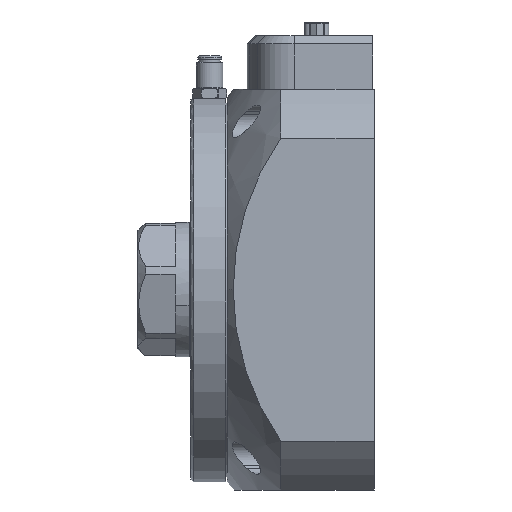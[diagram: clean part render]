
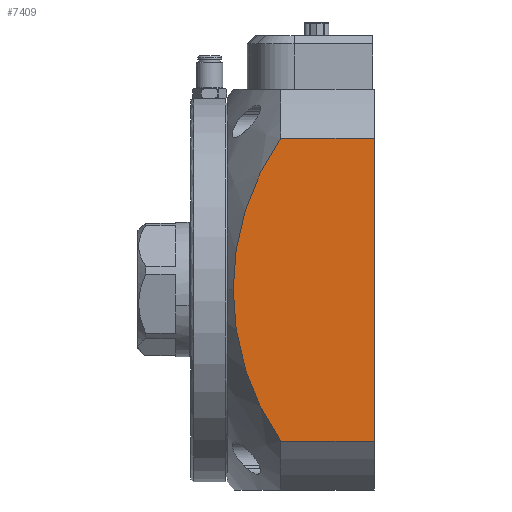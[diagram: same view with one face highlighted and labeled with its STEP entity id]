
A CAD part, left-side view. The second image highlights one B-rep face of the part: STEP entity #7409.
In plain terms, the highlighted planar face has unit normal (-1, 0, 0).
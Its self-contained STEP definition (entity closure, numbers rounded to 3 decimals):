
#4674 = DIRECTION ( 'NONE',  ( 0., -1., 0. ) ) ;
#5217 = EDGE_CURVE ( 'NONE', #39810, #39012, #21984, .T. ) ;
#5532 = LINE ( 'NONE', #42621, #19681 ) ;
#6689 = ORIENTED_EDGE ( 'NONE', *, *, #5217, .F. ) ;
#7409 = ADVANCED_FACE ( 'NONE', ( #47769 ), #12817, .T. ) ;
#7887 = EDGE_CURVE ( 'NONE', #31558, #10563, #42300, .T. ) ;
#9221 = AXIS2_PLACEMENT_3D ( 'NONE', #31202, #35657, #43524 ) ;
#9856 = CARTESIAN_POINT ( 'NONE',  ( -75., 35., 56.666 ) ) ;
#10060 = CIRCLE ( 'NONE', #33855, 99.099 ) ;
#10563 = VERTEX_POINT ( 'NONE', #9856 ) ;
#12817 = PLANE ( 'NONE',  #13517 ) ;
#13517 = AXIS2_PLACEMENT_3D ( 'NONE', #17313, #51655, #25961 ) ;
#17313 = CARTESIAN_POINT ( 'NONE',  ( -75., 0., -75. ) ) ;
#17821 = CARTESIAN_POINT ( 'NONE',  ( -75., -46.3, 0. ) ) ;
#17923 = EDGE_LOOP ( 'NONE', ( #6689, #54230, #39806, #46633, #45807 ) ) ;
#19681 = VECTOR ( 'NONE', #4674, 1000. ) ;
#20961 = EDGE_CURVE ( 'NONE', #49324, #31558, #10060, .T. ) ;
#21984 = LINE ( 'NONE', #39821, #22660 ) ;
#22660 = VECTOR ( 'NONE', #44656, 1000. ) ;
#23017 = VECTOR ( 'NONE', #31370, 1000. ) ;
#25516 = DIRECTION ( 'NONE',  ( 1., 0., 0. ) ) ;
#25961 = DIRECTION ( 'NONE',  ( 0., 0., 1. ) ) ;
#27011 = CARTESIAN_POINT ( 'NONE',  ( -75., 0., -56.666 ) ) ;
#27999 = CARTESIAN_POINT ( 'NONE',  ( -75., 0., 56.666 ) ) ;
#28141 = CARTESIAN_POINT ( 'NONE',  ( -75., 0., -56.666 ) ) ;
#31202 = CARTESIAN_POINT ( 'NONE',  ( -75., -46.3, 0. ) ) ;
#31370 = DIRECTION ( 'NONE',  ( 0., 1., 0. ) ) ;
#31558 = VERTEX_POINT ( 'NONE', #43443 ) ;
#33855 = AXIS2_PLACEMENT_3D ( 'NONE', #17821, #25516, #38690 ) ;
#34408 = LINE ( 'NONE', #27011, #23017 ) ;
#35238 = EDGE_CURVE ( 'NONE', #39012, #49324, #34408, .T. ) ;
#35657 = DIRECTION ( 'NONE',  ( 1., 0., 0. ) ) ;
#38690 = DIRECTION ( 'NONE',  ( 0., 0., 1. ) ) ;
#39012 = VERTEX_POINT ( 'NONE', #28141 ) ;
#39806 = ORIENTED_EDGE ( 'NONE', *, *, #7887, .F. ) ;
#39810 = VERTEX_POINT ( 'NONE', #27999 ) ;
#39821 = CARTESIAN_POINT ( 'NONE',  ( -75., 0., 0. ) ) ;
#42300 = CIRCLE ( 'NONE', #9221, 99.099 ) ;
#42621 = CARTESIAN_POINT ( 'NONE',  ( -75., 0., 56.666 ) ) ;
#43443 = CARTESIAN_POINT ( 'NONE',  ( -75., 52.799, 0. ) ) ;
#43524 = DIRECTION ( 'NONE',  ( 0., 0., 1. ) ) ;
#44656 = DIRECTION ( 'NONE',  ( 0., 0., -1. ) ) ;
#45807 = ORIENTED_EDGE ( 'NONE', *, *, #35238, .F. ) ;
#46633 = ORIENTED_EDGE ( 'NONE', *, *, #20961, .F. ) ;
#47769 = FACE_OUTER_BOUND ( 'NONE', #17923, .T. ) ;
#48376 = EDGE_CURVE ( 'NONE', #10563, #39810, #5532, .T. ) ;
#49324 = VERTEX_POINT ( 'NONE', #54824 ) ;
#51655 = DIRECTION ( 'NONE',  ( -1., 0., 0. ) ) ;
#54230 = ORIENTED_EDGE ( 'NONE', *, *, #48376, .F. ) ;
#54824 = CARTESIAN_POINT ( 'NONE',  ( -75., 35., -56.666 ) ) ;
